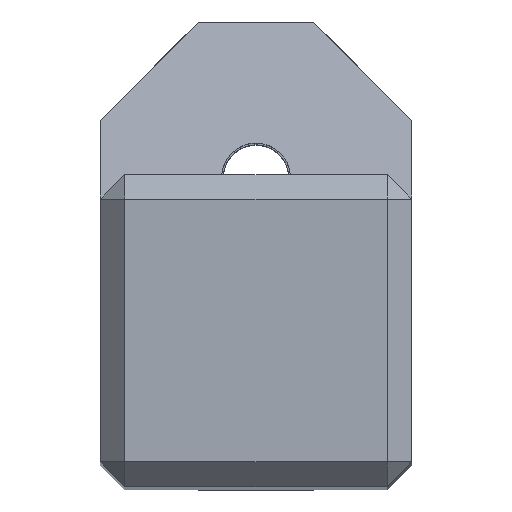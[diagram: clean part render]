
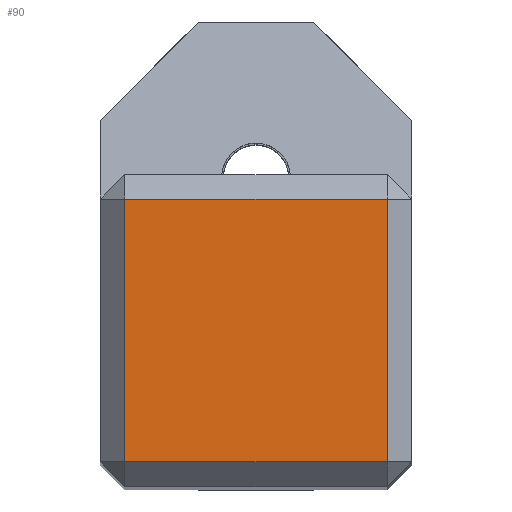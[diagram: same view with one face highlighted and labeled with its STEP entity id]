
A CAD part, top view. The second image highlights one B-rep face of the part: STEP entity #90.
In plain terms, the highlighted planar face has unit normal (0, 0, 1).
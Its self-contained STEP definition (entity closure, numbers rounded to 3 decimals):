
#47=PLANE('',#890);
#90=ADVANCED_FACE('',(#138),#47,.T.);
#138=FACE_OUTER_BOUND('',#184,.T.);
#184=EDGE_LOOP('',(#519,#520,#521,#522));
#281=LINE('',#1499,#364);
#282=LINE('',#1502,#365);
#283=LINE('',#1504,#366);
#284=LINE('',#1506,#367);
#364=VECTOR('',#1044,1.);
#365=VECTOR('',#1045,1.);
#366=VECTOR('',#1046,1.);
#367=VECTOR('',#1047,1.);
#519=ORIENTED_EDGE('',*,*,#790,.T.);
#520=ORIENTED_EDGE('',*,*,#791,.T.);
#521=ORIENTED_EDGE('',*,*,#792,.T.);
#522=ORIENTED_EDGE('',*,*,#793,.T.);
#692=VERTEX_POINT('',#1500);
#693=VERTEX_POINT('',#1501);
#694=VERTEX_POINT('',#1503);
#695=VERTEX_POINT('',#1505);
#790=EDGE_CURVE('',#692,#693,#281,.T.);
#791=EDGE_CURVE('',#693,#694,#282,.T.);
#792=EDGE_CURVE('',#694,#695,#283,.T.);
#793=EDGE_CURVE('',#695,#692,#284,.T.);
#890=AXIS2_PLACEMENT_3D('',#1507,#1048,#1049);
#1044=DIRECTION('',(1.,0.,0.));
#1045=DIRECTION('',(0.,1.,0.));
#1046=DIRECTION('',(-1.,0.,0.));
#1047=DIRECTION('',(0.,-1.,0.));
#1048=DIRECTION('',(0.,0.,1.));
#1049=DIRECTION('',(-1.,0.,0.));
#1499=CARTESIAN_POINT('',(0.,1.5,0.));
#1500=CARTESIAN_POINT('',(-17.55,1.5,0.));
#1501=CARTESIAN_POINT('',(-1.5,1.5,0.));
#1502=CARTESIAN_POINT('',(-1.5,0.,0.));
#1503=CARTESIAN_POINT('',(-1.5,17.55,0.));
#1504=CARTESIAN_POINT('',(0.,17.55,0.));
#1505=CARTESIAN_POINT('',(-17.55,17.55,0.));
#1506=CARTESIAN_POINT('',(-17.55,0.,0.));
#1507=CARTESIAN_POINT('',(0.,0.,0.));
